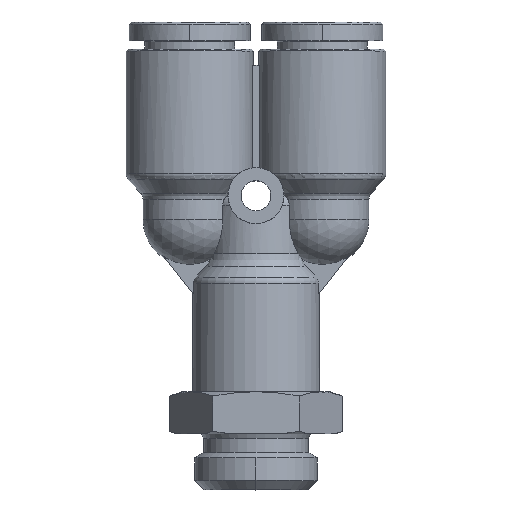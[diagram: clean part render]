
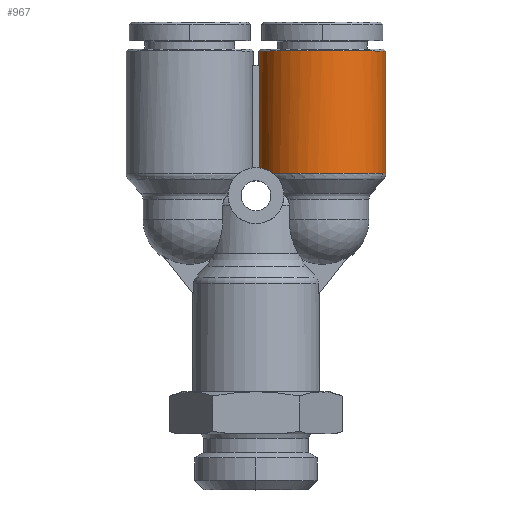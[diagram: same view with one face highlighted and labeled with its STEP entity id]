
A CAD part, top view. The second image highlights one B-rep face of the part: STEP entity #967.
In plain terms, the highlighted cylindrical face has radius 6.8 mm (diameter 13.6 mm), a partial arc.
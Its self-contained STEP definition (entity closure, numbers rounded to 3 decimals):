
#865=CARTESIAN_POINT('',(-0.089,0.,21.));
#866=VERTEX_POINT('',#865);
#874=CARTESIAN_POINT('',(-0.089,4.287,8.921));
#875=VERTEX_POINT('',#874);
#876=CARTESIAN_POINT('',(-0.089,0.,14.2));
#877=DIRECTION('',(-1.0,0.0,0.0));
#878=DIRECTION('',(0.0,0.0,1.0));
#879=AXIS2_PLACEMENT_3D('',#876,#877,#878);
#880=CIRCLE('',#879,6.8);
#881=EDGE_CURVE('',#866,#875,#880,.T.);
#902=CARTESIAN_POINT('',(5.528,0.,14.2));
#903=DIRECTION('',(1.0,0.,0.));
#904=DIRECTION('',(0.0,0.0,-1.0));
#905=AXIS2_PLACEMENT_3D('',#902,#903,#904);
#906=CYLINDRICAL_SURFACE('',#905,6.8);
#907=CARTESIAN_POINT('',(11.528,0.,7.4));
#908=VERTEX_POINT('',#907);
#909=CARTESIAN_POINT('',(13.028,0.,7.4));
#910=VERTEX_POINT('',#909);
#911=CARTESIAN_POINT('',(11.528,0.,7.4));
#912=DIRECTION('',(1.0,0.0,0.0));
#913=VECTOR('',#912,1.5);
#914=LINE('',#911,#913);
#915=EDGE_CURVE('',#908,#910,#914,.T.);
#916=ORIENTED_EDGE('',*,*,#915,.F.);
#917=CARTESIAN_POINT('',(11.528,1.,7.474));
#918=VERTEX_POINT('',#917);
#919=CARTESIAN_POINT('',(11.528,0.,14.2));
#920=DIRECTION('',(-1.0,0.0,0.0));
#921=DIRECTION('',(0.0,0.0,-1.0));
#922=AXIS2_PLACEMENT_3D('',#919,#920,#921);
#923=CIRCLE('',#922,6.8);
#924=EDGE_CURVE('',#918,#908,#923,.T.);
#925=ORIENTED_EDGE('',*,*,#924,.F.);
#926=CARTESIAN_POINT('',(0.504,1.,7.474));
#927=VERTEX_POINT('',#926);
#928=CARTESIAN_POINT('',(11.528,1.,7.474));
#929=DIRECTION('',(-1.0,0.0,0.0));
#930=VECTOR('',#929,11.023);
#931=LINE('',#928,#930);
#932=EDGE_CURVE('',#918,#927,#931,.T.);
#933=ORIENTED_EDGE('',*,*,#932,.T.);
#934=CARTESIAN_POINT('',(0.504,1.,7.474));
#935=CARTESIAN_POINT('',(0.504,1.017,7.476));
#936=CARTESIAN_POINT('',(0.504,1.034,7.479));
#937=CARTESIAN_POINT('',(0.496,1.407,7.537));
#938=CARTESIAN_POINT('',(0.484,1.763,7.622));
#939=CARTESIAN_POINT('',(0.436,2.452,7.847));
#940=CARTESIAN_POINT('',(0.399,2.786,7.987));
#941=CARTESIAN_POINT('',(0.28,3.41,8.306));
#942=CARTESIAN_POINT('',(0.197,3.701,8.486));
#943=CARTESIAN_POINT('',(0.034,4.07,8.751));
#944=CARTESIAN_POINT('',(-0.022,4.18,8.835));
#945=CARTESIAN_POINT('',(-0.089,4.287,8.921));
#946=B_SPLINE_CURVE_WITH_KNOTS('',3,(#934,#935,#936,#937,#938,#939,#940,#941,#942,#943,#944,#945),.UNSPECIFIED.,.F.,.U.,(4,2,2,2,2,4),(0.975,1.024,2.048,3.072,4.096,4.521),.UNSPECIFIED.);
#947=EDGE_CURVE('',#927,#875,#946,.T.);
#948=ORIENTED_EDGE('',*,*,#947,.T.);
#949=ORIENTED_EDGE('',*,*,#881,.F.);
#950=CARTESIAN_POINT('',(13.028,0.,21.0));
#951=VERTEX_POINT('',#950);
#952=CARTESIAN_POINT('',(13.028,0.,21.0));
#953=DIRECTION('',(-1.0,0.0,0.0));
#954=VECTOR('',#953,13.116);
#955=LINE('',#952,#954);
#956=EDGE_CURVE('',#951,#866,#955,.T.);
#957=ORIENTED_EDGE('',*,*,#956,.F.);
#958=CARTESIAN_POINT('',(13.028,0.,14.2));
#959=DIRECTION('',(1.0,0.0,0.0));
#960=DIRECTION('',(0.0,0.0,1.0));
#961=AXIS2_PLACEMENT_3D('',#958,#959,#960);
#962=CIRCLE('',#961,6.8);
#963=EDGE_CURVE('',#910,#951,#962,.T.);
#964=ORIENTED_EDGE('',*,*,#963,.F.);
#965=EDGE_LOOP('',(#916,#925,#933,#948,#949,#957,#964));
#966=FACE_OUTER_BOUND('',#965,.T.);
#967=ADVANCED_FACE('',(#966),#906,.T.);
